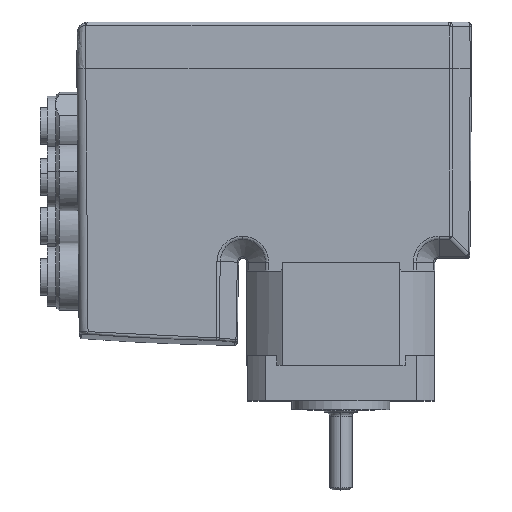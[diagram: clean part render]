
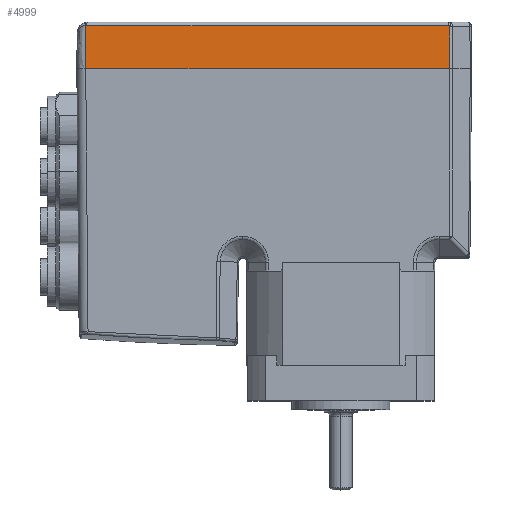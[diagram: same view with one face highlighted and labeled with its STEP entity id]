
A CAD part, top view. The second image highlights one B-rep face of the part: STEP entity #4999.
In plain terms, the highlighted planar face has unit normal (0, 0.009, 1).
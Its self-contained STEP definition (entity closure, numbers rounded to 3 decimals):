
#968 = VERTEX_POINT ( 'NONE', #5788 ) ;
#998 = B_SPLINE_CURVE_WITH_KNOTS ( 'NONE', 3,
 ( #12356, #1653, #11228, #8838 ),
 .UNSPECIFIED., .F., .F.,
 ( 4, 4 ),
 ( 0., 1. ),
 .UNSPECIFIED. ) ;
#1174 = CARTESIAN_POINT ( 'NONE',  ( -57.38, 43.5, 21.53 ) ) ;
#1356 = ORIENTED_EDGE ( 'NONE', *, *, #2331, .T. ) ;
#1653 = CARTESIAN_POINT ( 'NONE',  ( 24.376, 53.188, 21.445 ) ) ;
#1905 = EDGE_CURVE ( 'NONE', #9993, #15047, #6218, .T. ) ;
#2331 = EDGE_CURVE ( 'NONE', #4101, #968, #5488, .T. ) ;
#2385 = DIRECTION ( 'NONE',  ( 0., 0.009, 1. ) ) ;
#2824 = VERTEX_POINT ( 'NONE', #6578 ) ;
#3733 = VECTOR ( 'NONE', #3816, 1000. ) ;
#3816 = DIRECTION ( 'NONE',  ( 0., -1., 0.009 ) ) ;
#3821 = DIRECTION ( 'NONE',  ( -1., 0., 0. ) ) ;
#4013 = VECTOR ( 'NONE', #11197, 1000. ) ;
#4101 = VERTEX_POINT ( 'NONE', #5195 ) ;
#4545 = CARTESIAN_POINT ( 'NONE',  ( 24.233, 53.207, 21.445 ) ) ;
#4654 = CARTESIAN_POINT ( 'NONE',  ( -57.38, 53.207, 21.445 ) ) ;
#4945 = CARTESIAN_POINT ( 'NONE',  ( -57.38, 43.5, 21.53 ) ) ;
#4999 = ADVANCED_FACE ( 'NONE', ( #8773 ), #7081, .T. ) ;
#5017 = EDGE_CURVE ( 'NONE', #4101, #2824, #13990, .T. ) ;
#5195 = CARTESIAN_POINT ( 'NONE',  ( 24.465, 43.5, 21.53 ) ) ;
#5488 = LINE ( 'NONE', #13480, #4013 ) ;
#5788 = CARTESIAN_POINT ( 'NONE',  ( 24.431, 53.15, 21.445 ) ) ;
#6218 = LINE ( 'NONE', #8680, #9239 ) ;
#6578 = CARTESIAN_POINT ( 'NONE',  ( -57.38, 43.5, 21.53 ) ) ;
#7081 = PLANE ( 'NONE',  #13704 ) ;
#7150 = EDGE_CURVE ( 'NONE', #15047, #2824, #12798, .T. ) ;
#8680 = CARTESIAN_POINT ( 'NONE',  ( -57.38, 53.207, 21.445 ) ) ;
#8773 = FACE_OUTER_BOUND ( 'NONE', #11129, .T. ) ;
#8838 = CARTESIAN_POINT ( 'NONE',  ( 24.233, 53.207, 21.445 ) ) ;
#9239 = VECTOR ( 'NONE', #12289, 1000. ) ;
#9433 = CARTESIAN_POINT ( 'NONE',  ( 0., 43.5, 21.53 ) ) ;
#9993 = VERTEX_POINT ( 'NONE', #4545 ) ;
#10210 = ORIENTED_EDGE ( 'NONE', *, *, #14219, .T. ) ;
#10218 = ORIENTED_EDGE ( 'NONE', *, *, #7150, .T. ) ;
#10690 = DIRECTION ( 'NONE',  ( 0., 1., -0.009 ) ) ;
#11129 = EDGE_LOOP ( 'NONE', ( #10218, #12118, #1356, #10210, #12788 ) ) ;
#11197 = DIRECTION ( 'NONE',  ( -0.004, 1., -0.009 ) ) ;
#11228 = CARTESIAN_POINT ( 'NONE',  ( 24.31, 53.207, 21.445 ) ) ;
#12118 = ORIENTED_EDGE ( 'NONE', *, *, #5017, .F. ) ;
#12289 = DIRECTION ( 'NONE',  ( -1., 0., 0. ) ) ;
#12356 = CARTESIAN_POINT ( 'NONE',  ( 24.431, 53.15, 21.445 ) ) ;
#12788 = ORIENTED_EDGE ( 'NONE', *, *, #1905, .T. ) ;
#12798 = LINE ( 'NONE', #4945, #3733 ) ;
#13480 = CARTESIAN_POINT ( 'NONE',  ( 24.465, 43.5, 21.53 ) ) ;
#13704 = AXIS2_PLACEMENT_3D ( 'NONE', #1174, #2385, #10690 ) ;
#13990 = LINE ( 'NONE', #9433, #15286 ) ;
#14219 = EDGE_CURVE ( 'NONE', #968, #9993, #998, .T. ) ;
#15047 = VERTEX_POINT ( 'NONE', #4654 ) ;
#15286 = VECTOR ( 'NONE', #3821, 1000. ) ;
